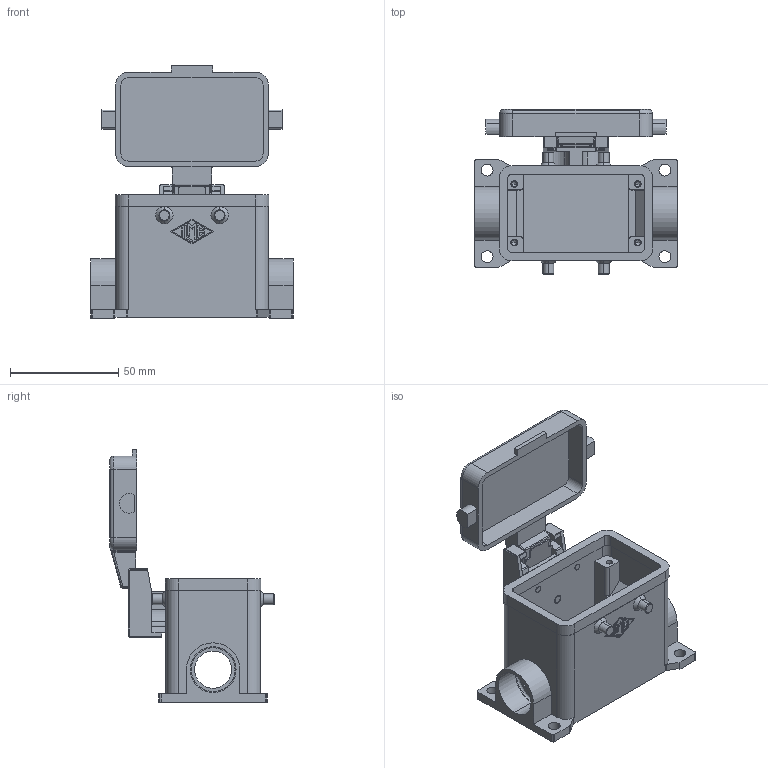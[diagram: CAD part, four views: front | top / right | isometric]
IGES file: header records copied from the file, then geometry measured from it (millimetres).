
Global section: file name: No Iges File Name specified; native system: AutoDesk Inventor R6.1; preprocessor: AutoDesk Inventor Iges Exporter R6.1; author: No Author specified; organization: No Organization specified; date: 20070110.161330; units: millimetre
Bounding box: 93.5 x 76 x 116.5 mm (x, y, z)
Volume: 93084.7 mm3; surface area: 51674.1 mm2
Topology: 2 solids, 3 shells, 470 faces, 1241 edges, 794 vertices
Faces by surface type: plane 177, cylinder 110, bspline 92, revolution 71, cone 10, torus 8, sphere 2
